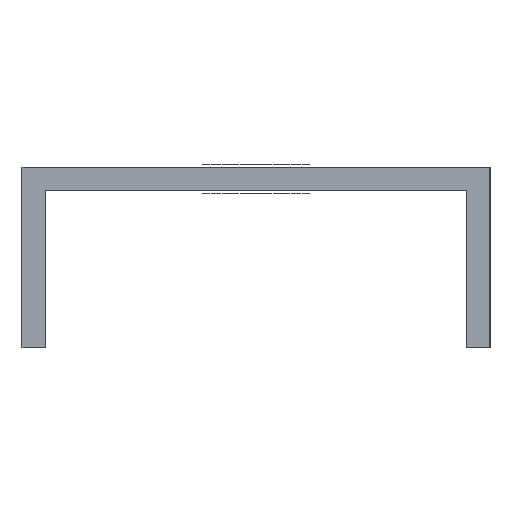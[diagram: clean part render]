
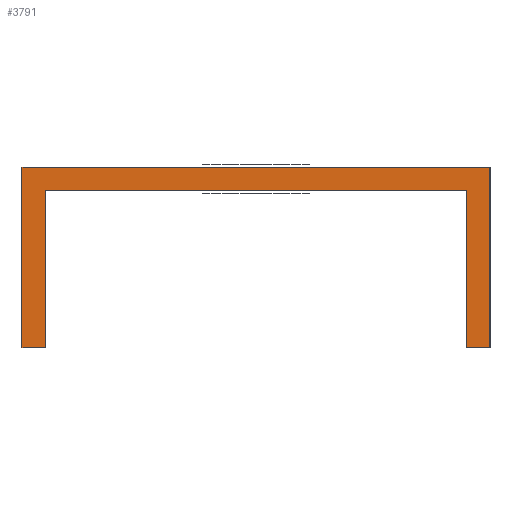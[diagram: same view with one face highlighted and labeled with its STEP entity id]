
A CAD part, left-side view. The second image highlights one B-rep face of the part: STEP entity #3791.
In plain terms, the highlighted planar face has unit normal (-1, 0, 0).
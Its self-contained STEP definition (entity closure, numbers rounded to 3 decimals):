
#775=FACE_OUTER_BOUND('',#935,.T.);
#935=EDGE_LOOP('',(#3014,#3015,#3016,#3017,#3018,#3019,#3020,#3021));
#1089=LINE('',#5659,#1413);
#1090=LINE('',#5663,#1414);
#1096=LINE('',#5674,#1420);
#1097=LINE('',#5676,#1421);
#1103=LINE('',#5688,#1427);
#1105=LINE('',#5692,#1429);
#1108=LINE('',#5697,#1432);
#1109=LINE('',#5699,#1433);
#1413=VECTOR('',#4411,1.);
#1414=VECTOR('',#4414,1.);
#1420=VECTOR('',#4422,1.);
#1421=VECTOR('',#4425,1.);
#1427=VECTOR('',#4435,1.);
#1429=VECTOR('',#4439,1.);
#1432=VECTOR('',#4444,1.);
#1433=VECTOR('',#4447,1.);
#1735=VERTEX_POINT('',#5653);
#1737=VERTEX_POINT('',#5657);
#1738=VERTEX_POINT('',#5661);
#1739=VERTEX_POINT('',#5662);
#1743=VERTEX_POINT('',#5672);
#1747=VERTEX_POINT('',#5687);
#1748=VERTEX_POINT('',#5691);
#1749=VERTEX_POINT('',#5695);
#2353=EDGE_CURVE('',#1737,#1735,#1089,.T.);
#2354=EDGE_CURVE('',#1738,#1739,#1090,.T.);
#2360=EDGE_CURVE('',#1737,#1743,#1096,.T.);
#2361=EDGE_CURVE('',#1743,#1738,#1097,.T.);
#2367=EDGE_CURVE('',#1747,#1735,#1103,.T.);
#2369=EDGE_CURVE('',#1739,#1748,#1105,.T.);
#2372=EDGE_CURVE('',#1748,#1749,#1108,.T.);
#2373=EDGE_CURVE('',#1749,#1747,#1109,.T.);
#3014=ORIENTED_EDGE('',*,*,#2372,.T.);
#3015=ORIENTED_EDGE('',*,*,#2373,.T.);
#3016=ORIENTED_EDGE('',*,*,#2367,.T.);
#3017=ORIENTED_EDGE('',*,*,#2353,.F.);
#3018=ORIENTED_EDGE('',*,*,#2360,.T.);
#3019=ORIENTED_EDGE('',*,*,#2361,.T.);
#3020=ORIENTED_EDGE('',*,*,#2354,.T.);
#3021=ORIENTED_EDGE('',*,*,#2369,.T.);
#3631=PLANE('',#3953);
#3791=ADVANCED_FACE('',(#775),#3631,.F.);
#3953=AXIS2_PLACEMENT_3D('',#5700,#4448,#4449);
#4411=DIRECTION('',(0.,1.,0.));
#4414=DIRECTION('',(0.,0.,1.));
#4422=DIRECTION('',(0.,0.,-1.));
#4425=DIRECTION('',(0.,-1.,0.));
#4435=DIRECTION('',(0.,0.,1.));
#4439=DIRECTION('',(0.,1.,0.));
#4444=DIRECTION('',(0.,0.,-1.));
#4447=DIRECTION('',(0.,-1.,0.));
#4448=DIRECTION('center_axis',(1.,0.,0.));
#4449=DIRECTION('ref_axis',(0.,0.,-1.));
#5653=CARTESIAN_POINT('',(0.,33.374,11.784));
#5657=CARTESIAN_POINT('',(0.,1.874,11.784));
#5659=CARTESIAN_POINT('',(0.,0.124,11.784));
#5661=CARTESIAN_POINT('',(0.,0.124,0.034));
#5662=CARTESIAN_POINT('',(0.,0.124,13.534));
#5663=CARTESIAN_POINT('',(0.,0.124,0.034));
#5672=CARTESIAN_POINT('',(0.,1.874,0.034));
#5674=CARTESIAN_POINT('',(0.,1.874,13.534));
#5676=CARTESIAN_POINT('',(0.,1.874,0.034));
#5687=CARTESIAN_POINT('',(0.,33.374,0.034));
#5688=CARTESIAN_POINT('',(0.,33.374,0.034));
#5691=CARTESIAN_POINT('',(0.,35.124,13.534));
#5692=CARTESIAN_POINT('',(0.,33.374,13.534));
#5695=CARTESIAN_POINT('',(0.,35.124,0.034));
#5697=CARTESIAN_POINT('',(0.,35.124,13.534));
#5699=CARTESIAN_POINT('',(0.,35.124,0.034));
#5700=CARTESIAN_POINT('Origin',(0.,34.249,6.784));
